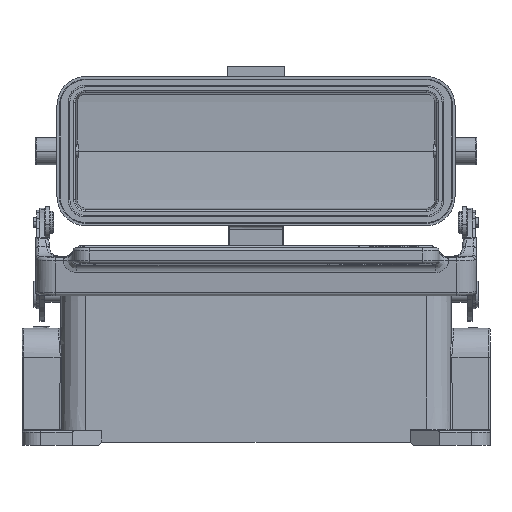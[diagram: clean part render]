
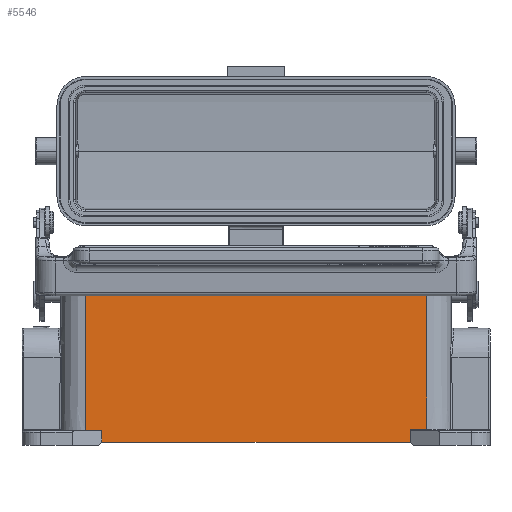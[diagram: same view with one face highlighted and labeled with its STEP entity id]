
A CAD part, left-side view. The second image highlights one B-rep face of the part: STEP entity #5546.
In plain terms, the highlighted planar face has unit normal (-1, 0, 0.009).
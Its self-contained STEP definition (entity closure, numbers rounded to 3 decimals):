
#3966=PLANE('',#45140);
#5546=ADVANCED_FACE('',(#9046),#3966,.T.);
#9046=FACE_OUTER_BOUND('',#11482,.T.);
#11482=EDGE_LOOP('',(#17707,#17708,#17709,#17710,#17711,#17712,#17713,#17714,
#17715,#17716,#17717,#17718));
#17707=ORIENTED_EDGE('',*,*,#33568,.T.);
#17708=ORIENTED_EDGE('',*,*,#33580,.T.);
#17709=ORIENTED_EDGE('',*,*,#33581,.T.);
#17710=ORIENTED_EDGE('',*,*,#33166,.T.);
#17711=ORIENTED_EDGE('',*,*,#33582,.F.);
#17712=ORIENTED_EDGE('',*,*,#33583,.T.);
#17713=ORIENTED_EDGE('',*,*,#33284,.T.);
#17714=ORIENTED_EDGE('',*,*,#33291,.F.);
#17715=ORIENTED_EDGE('',*,*,#33303,.F.);
#17716=ORIENTED_EDGE('',*,*,#33306,.T.);
#17717=ORIENTED_EDGE('',*,*,#33537,.T.);
#17718=ORIENTED_EDGE('',*,*,#33579,.T.);
#28628=VERTEX_POINT('',#68080);
#28629=VERTEX_POINT('',#68082);
#28706=VERTEX_POINT('',#68541);
#28707=VERTEX_POINT('',#68543);
#28711=VERTEX_POINT('',#68555);
#28718=VERTEX_POINT('',#68586);
#28720=VERTEX_POINT('',#68591);
#28873=VERTEX_POINT('',#69303);
#28889=VERTEX_POINT('',#69459);
#28890=VERTEX_POINT('',#69461);
#28895=VERTEX_POINT('',#69488);
#28896=VERTEX_POINT('',#69491);
#33166=EDGE_CURVE('',#28629,#28628,#39159,.T.);
#33284=EDGE_CURVE('',#28707,#28706,#39214,.T.);
#33291=EDGE_CURVE('',#28711,#28706,#39219,.T.);
#33303=EDGE_CURVE('',#28718,#28711,#39227,.T.);
#33306=EDGE_CURVE('',#28718,#28720,#39230,.T.);
#33537=EDGE_CURVE('',#28720,#28873,#39371,.T.);
#33568=EDGE_CURVE('',#28890,#28889,#39386,.T.);
#33579=EDGE_CURVE('',#28873,#28890,#39389,.T.);
#33580=EDGE_CURVE('',#28889,#28895,#39390,.T.);
#33581=EDGE_CURVE('',#28895,#28629,#39391,.T.);
#33582=EDGE_CURVE('',#28896,#28628,#39392,.T.);
#33583=EDGE_CURVE('',#28896,#28707,#39393,.T.);
#39159=LINE('',#68081,#41919);
#39214=LINE('',#68542,#41974);
#39219=LINE('',#68556,#41979);
#39227=LINE('',#68585,#41987);
#39230=LINE('',#68592,#41990);
#39371=LINE('',#69304,#42131);
#39386=LINE('',#69460,#42146);
#39389=LINE('',#69485,#42149);
#39390=LINE('',#69487,#42150);
#39391=LINE('',#69489,#42151);
#39392=LINE('',#69490,#42152);
#39393=LINE('',#69492,#42153);
#41919=VECTOR('',#49765,1.);
#41974=VECTOR('',#49980,1.);
#41979=VECTOR('',#49993,1.);
#41987=VECTOR('',#50019,1.);
#41990=VECTOR('',#50024,1.);
#42131=VECTOR('',#50407,1.);
#42146=VECTOR('',#50462,1.);
#42149=VECTOR('',#50491,1.);
#42150=VECTOR('',#50494,1.);
#42151=VECTOR('',#50495,1.);
#42152=VECTOR('',#50496,1.);
#42153=VECTOR('',#50497,1.);
#45140=AXIS2_PLACEMENT_3D('',#69493,#50498,#50499);
#49765=DIRECTION('',(0.,1.,0.));
#49980=DIRECTION('',(-0.009,0.,-1.));
#49993=DIRECTION('',(0.,1.,0.));
#50019=DIRECTION('',(0.009,0.,1.));
#50024=DIRECTION('',(0.,-1.,0.));
#50407=DIRECTION('',(0.009,0.,1.));
#50462=DIRECTION('',(0.009,0.,1.));
#50491=DIRECTION('',(0.,-1.,0.));
#50494=DIRECTION('',(0.,1.,0.));
#50495=DIRECTION('',(-0.009,0.,-1.));
#50496=DIRECTION('',(-0.009,0.,-1.));
#50497=DIRECTION('',(0.,1.,0.));
#50498=DIRECTION('',(-1.,0.,0.009));
#50499=DIRECTION('',(0.,1.,0.));
#68080=CARTESIAN_POINT('',(-21.526,1.6,48.));
#68081=CARTESIAN_POINT('',(-21.526,-1.6,48.));
#68082=CARTESIAN_POINT('',(-21.526,-1.6,48.));
#68541=CARTESIAN_POINT('',(-21.906,52.5,4.5));
#68542=CARTESIAN_POINT('',(-21.5,52.5,51.));
#68543=CARTESIAN_POINT('',(-21.5,52.5,51.));
#68555=CARTESIAN_POINT('',(-21.906,47.5,4.5));
#68556=CARTESIAN_POINT('',(-21.906,47.5,4.5));
#68585=CARTESIAN_POINT('',(-21.936,47.5,1.));
#68586=CARTESIAN_POINT('',(-21.936,47.5,1.));
#68591=CARTESIAN_POINT('',(-21.936,-47.5,1.));
#68592=CARTESIAN_POINT('',(-21.936,47.5,1.));
#69303=CARTESIAN_POINT('',(-21.901,-47.5,4.996));
#69304=CARTESIAN_POINT('',(-21.936,-47.5,1.));
#69459=CARTESIAN_POINT('',(-21.5,-52.5,51.));
#69460=CARTESIAN_POINT('',(-21.901,-52.5,4.996));
#69461=CARTESIAN_POINT('',(-21.901,-52.5,4.996));
#69485=CARTESIAN_POINT('',(-21.901,-47.5,4.996));
#69487=CARTESIAN_POINT('',(-21.5,-52.5,51.));
#69488=CARTESIAN_POINT('',(-21.5,-1.6,51.));
#69489=CARTESIAN_POINT('',(-21.5,-1.6,51.));
#69490=CARTESIAN_POINT('',(-21.5,1.6,51.));
#69491=CARTESIAN_POINT('',(-21.5,1.6,51.));
#69492=CARTESIAN_POINT('',(-21.5,1.6,51.));
#69493=CARTESIAN_POINT('',(-21.5,55.148,51.));
